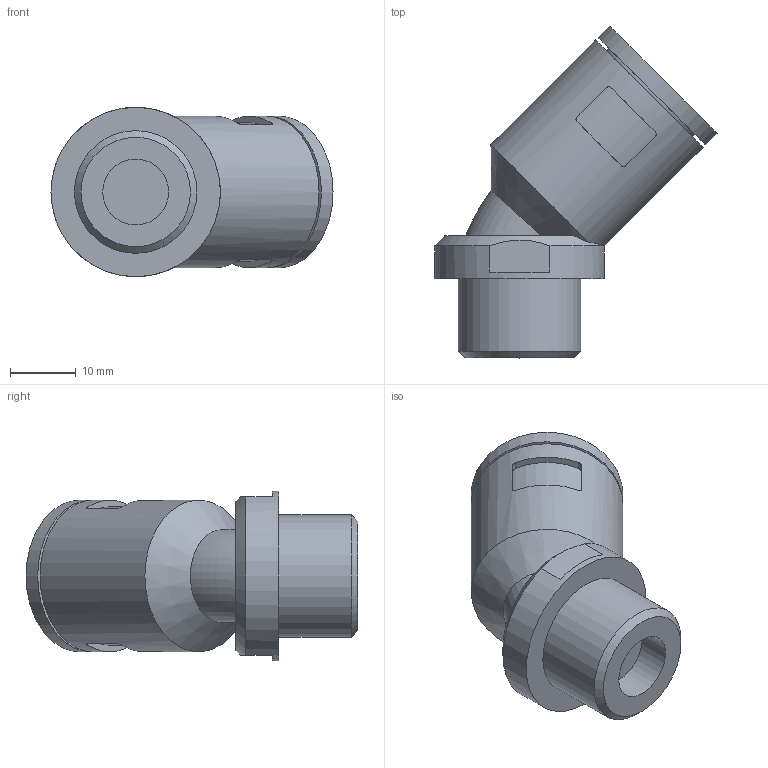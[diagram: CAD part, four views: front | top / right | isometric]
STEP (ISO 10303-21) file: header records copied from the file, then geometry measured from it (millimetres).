
FILE_DESCRIPTION( ( 'STEP AP203' ), '1' );
FILE_NAME( 'FLEXA RQB45-P 5020.089.211.stp', '2020-03-27T09:54:43', ( 'License CC BY-ND 4.0' ), ( 'CADENAS' ), ' ', 'PARTsolutions', ' ' );
FILE_SCHEMA( ( 'CONFIG_CONTROL_DESIGN' ) );
Length unit declared in the file: millimetre
Products named in the file (1): _FLEXA RQB45-P 5020.089.211
Bounding box: 42.79 x 50.34 x 25.7 mm (x, y, z)
Volume: 12929.5 mm3; surface area: 6347.5 mm2
Topology: 1 solids, 1 shells, 41 faces, 97 edges, 65 vertices
Faces by surface type: plane 20, cylinder 17, cone 3, torus 1
Full cylindrical faces by diameter (mm): 10 x1, 15.8 x1, 18.3 x1, 18.6 x1, 23 x2, 25.7 x1
Entity records: 1371 total; most frequent: CARTESIAN_POINT 458, DIRECTION 170, ORIENTED_EDGE 170, EDGE_CURVE 85, AXIS2_PLACEMENT_3D 70, VERTEX_POINT 61, EDGE_LOOP 56, FACE_OUTER_BOUND 48
